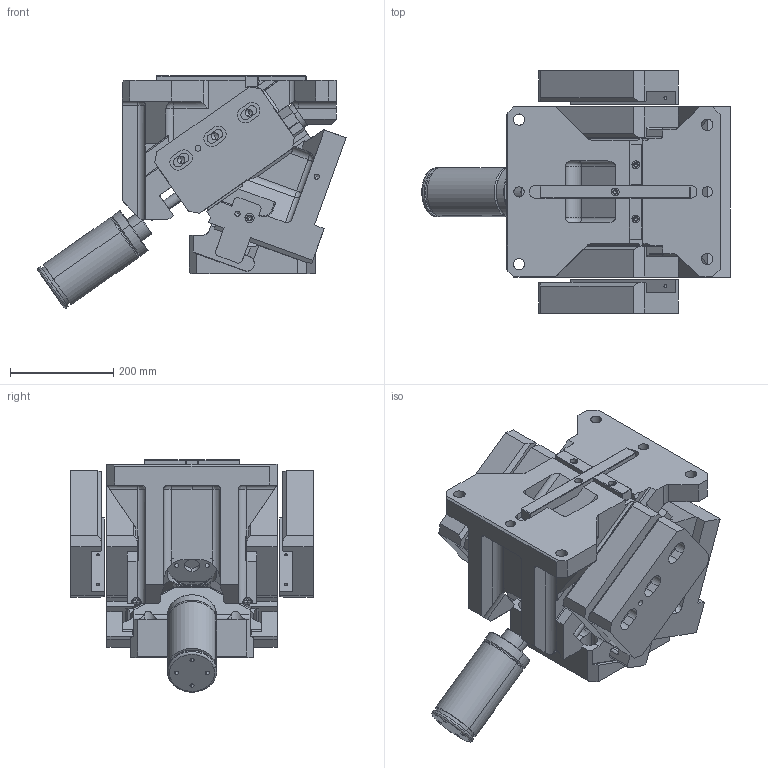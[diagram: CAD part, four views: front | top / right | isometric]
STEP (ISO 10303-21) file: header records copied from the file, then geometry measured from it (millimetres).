
FILE_DESCRIPTION(('CATIA V5 STEP Exchange','CAx-IF Rec.Pracs.--- Model Styling and Organization---1.4--- 2014-01-23'),'2;1');
FILE_NAME('KS_OT_0330_20__IND_08__23509__SCHIEBERADAPTER_PART__2014_11_24__SCHWER.stp','2017-10-27T07:13:17+00:00',('none'),('none'),'CATIA Version 5-6 Release 2016 SP3 HF35','CATIA V5 STEP AP203 WITH EXTENSIONS','none');
FILE_SCHEMA(('CONFIG_CONTROL_DESIGN','SHAPE_APPEARANCE_LAYER_MIM'));
Length unit declared in the file: millimetre
Products named in the file (1): KS_OT_0330_20__IND_08__23509__SCHIEBERADAPTER_PART__2014_11_24__SCHWER
Bounding box: 598.12 x 470 x 450.39 mm (x, y, z)
Volume: 33975054.2 mm3; surface area: 2174491.2 mm2
Topology: 7 solids, 11 shells, 1405 faces, 3654 edges, 2302 vertices
Faces by surface type: plane 643, cylinder 576, cone 108, torus 52, revolution 14, bspline 4, extrusion 4, sphere 4
Entity records: 41617 total; most frequent: CARTESIAN_POINT 10077, ORIENTED_EDGE 7086, DIRECTION 5121, EDGE_CURVE 3543, VERTEX_POINT 2298, AXIS2_PLACEMENT_3D 2145, VECTOR 1992, LINE 1988
